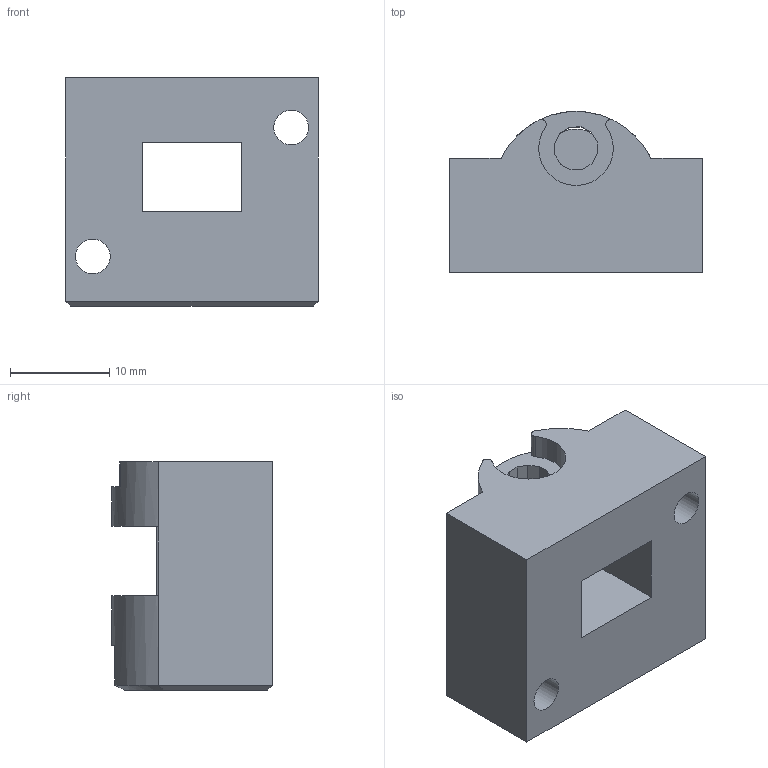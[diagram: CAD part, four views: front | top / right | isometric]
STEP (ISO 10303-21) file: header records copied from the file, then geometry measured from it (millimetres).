
FILE_DESCRIPTION(/* description */ ('Alibre Inc.'),/* implementation_level */ '2;1');
FILE_NAME(/* name */ 'export0',/* time_stamp */ '2017-07-21T18:18:01-04:00',/* author */ (''),/* organization */ (''),/* preprocessor_version */ 'ST-DEVELOPER v14',/* originating_system */ 'Alibre',/* authorisation */ '');
FILE_SCHEMA (('AUTOMOTIVE_DESIGN'));
Length unit declared in the file: centimetre
Bounding box: 25.5 x 16.23 x 23 mm (x, y, z)
Volume: 5967.7 mm3; surface area: 3191.4 mm2
Topology: 1 solids, 1 shells, 66 faces, 180 edges, 116 vertices
Faces by surface type: plane 55, cylinder 9, cone 2
Full cylindrical faces by diameter (mm): 3.5 x2
Entity records: 1927 total; most frequent: ORIENTED_EDGE 356, CARTESIAN_POINT 347, DIRECTION 251, EDGE_CURVE 178, VECTOR 136, LINE 136, VERTEX_POINT 116, AXIS2_PLACEMENT_3D 79
